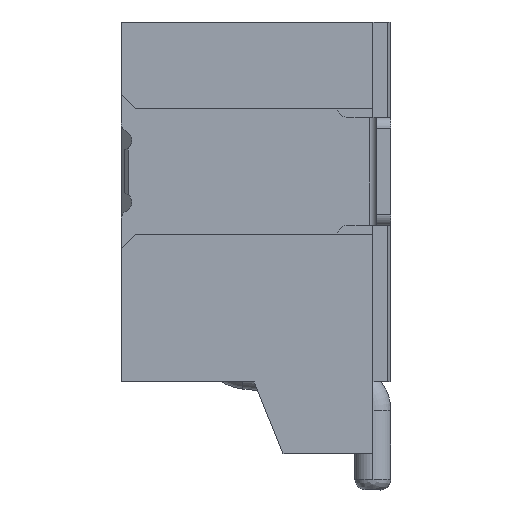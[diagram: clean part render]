
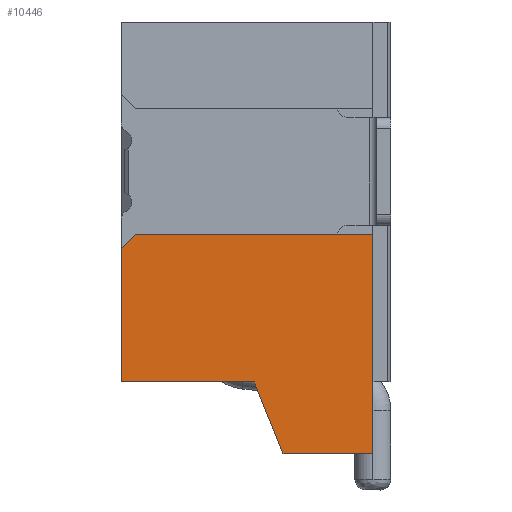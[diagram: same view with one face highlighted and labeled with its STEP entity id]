
A CAD part, left-side view. The second image highlights one B-rep face of the part: STEP entity #10446.
In plain terms, the highlighted planar face has unit normal (-1, 0, 0).
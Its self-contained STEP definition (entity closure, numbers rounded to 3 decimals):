
#26=DIRECTION('',(0.,1.,0.));
#27=VECTOR('',#26,1.85);
#28=CARTESIAN_POINT('',(311.355,-58.605,-5.5));
#29=LINE('',#28,#27);
#466=DIRECTION('',(0.,0.,1.));
#467=VECTOR('',#466,1.85);
#468=CARTESIAN_POINT('',(311.355,-56.755,-5.5));
#469=LINE('',#468,#467);
#2197=DIRECTION('',(0.,1.,0.));
#2198=VECTOR('',#2197,3.3);
#2199=CARTESIAN_POINT('',(311.355,-60.255,
-3.45));
#2200=LINE('',#2199,#2198);
#2201=DIRECTION('',(0.,0.,1.));
#2202=VECTOR('',#2201,3.05);
#2203=CARTESIAN_POINT('',(311.355,-60.255,
-6.5));
#2204=LINE('',#2203,#2202);
#2205=DIRECTION('',(0.,-1.,0.));
#2206=VECTOR('',#2205,1.25);
#2207=CARTESIAN_POINT('',(311.355,-59.005,
-6.5));
#2208=LINE('',#2207,#2206);
#2209=DIRECTION('',(0.,-0.371,-0.928));
#2210=VECTOR('',#2209,1.077);
#2211=CARTESIAN_POINT('',(311.355,-58.605,-5.5));
#2212=LINE('',#2211,#2210);
#2213=DIRECTION('',(0.,0.707,-0.707));
#2214=VECTOR('',#2213,0.283);
#2215=CARTESIAN_POINT('',(311.355,-56.955,
-3.45));
#2216=LINE('',#2215,#2214);
#5677=CARTESIAN_POINT('',(311.355,-60.255,
-6.5));
#5678=CARTESIAN_POINT('',(311.355,-60.255,
-3.45));
#5679=VERTEX_POINT('',#5677);
#5680=VERTEX_POINT('',#5678);
#5681=CARTESIAN_POINT('',(311.355,-59.005,
-6.5));
#5682=VERTEX_POINT('',#5681);
#5683=CARTESIAN_POINT('',(311.355,-58.605,-5.5));
#5684=VERTEX_POINT('',#5683);
#5685=CARTESIAN_POINT('',(311.355,-56.755,-5.5));
#5686=VERTEX_POINT('',#5685);
#5687=CARTESIAN_POINT('',(311.355,-56.755,
-3.65));
#5688=VERTEX_POINT('',#5687);
#5689=CARTESIAN_POINT('',(311.355,-56.955,
-3.45));
#5690=VERTEX_POINT('',#5689);
#10429=CARTESIAN_POINT('',(311.355,-56.755,0.));
#10430=DIRECTION('',(-1.,0.,0.));
#10431=DIRECTION('',(0.,1.,0.));
#10432=AXIS2_PLACEMENT_3D('',#10429,#10430,#10431);
#10433=PLANE('',#10432);
#10434=ORIENTED_EDGE('',*,*,#10410,.F.);
#10436=ORIENTED_EDGE('',*,*,#10435,.F.);
#10438=ORIENTED_EDGE('',*,*,#10437,.F.);
#10440=ORIENTED_EDGE('',*,*,#10439,.F.);
#10441=ORIENTED_EDGE('',*,*,#6951,.T.);
#10442=ORIENTED_EDGE('',*,*,#7265,.T.);
#10443=ORIENTED_EDGE('',*,*,#10421,.F.);
#10444=EDGE_LOOP('',(#10434,#10436,#10438,#10440,#10441,#10442,#10443));
#10445=FACE_OUTER_BOUND('',#10444,.F.);
#6951=EDGE_CURVE('',#5684,#5686,#29,.T.);
#7265=EDGE_CURVE('',#5686,#5688,#469,.T.);
#10410=EDGE_CURVE('',#5680,#5690,#2200,.T.);
#10421=EDGE_CURVE('',#5690,#5688,#2216,.T.);
#10435=EDGE_CURVE('',#5679,#5680,#2204,.T.);
#10437=EDGE_CURVE('',#5682,#5679,#2208,.T.);
#10439=EDGE_CURVE('',#5684,#5682,#2212,.T.);
#10446=ADVANCED_FACE('',(#10445),#10433,.T.);
